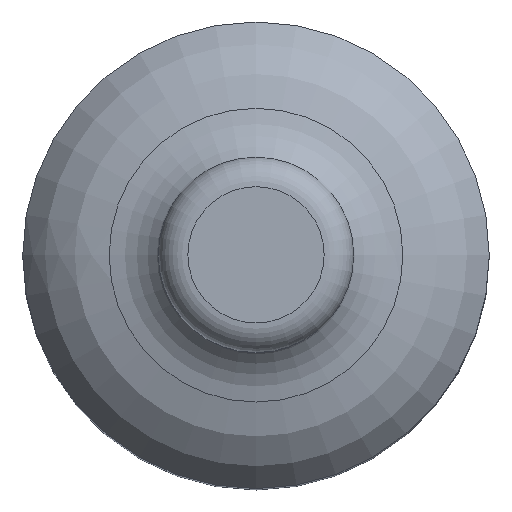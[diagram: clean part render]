
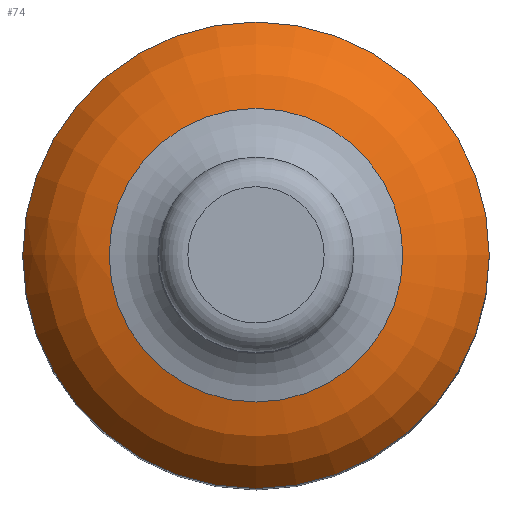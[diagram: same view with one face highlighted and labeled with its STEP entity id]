
A CAD part, top view. The second image highlights one B-rep face of the part: STEP entity #74.
In plain terms, the highlighted toroidal (fillet/blend) face has major radius 5.615 mm and minor radius 5.08 mm.
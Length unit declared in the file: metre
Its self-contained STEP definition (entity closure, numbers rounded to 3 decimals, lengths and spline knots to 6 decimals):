
#74 = ADVANCED_FACE( '', ( #147, #148 ), #149, .T. );
#147 = FACE_OUTER_BOUND( '', #214, .T. );
#148 = FACE_OUTER_BOUND( '', #215, .T. );
#149 = TOROIDAL_SURFACE( '', #216, 0.005615, 0.00508 );
#214 = EDGE_LOOP( '', ( #291 ) );
#215 = EDGE_LOOP( '', ( #292 ) );
#216 = AXIS2_PLACEMENT_3D( '', #293, #294, #295 );
#291 = ORIENTED_EDGE( '', *, *, #302, .T. );
#292 = ORIENTED_EDGE( '', *, *, #319, .T. );
#293 = CARTESIAN_POINT( '', ( 0., 0., 0.03302 ) );
#294 = DIRECTION( '', ( 0., 0., -1. ) );
#295 = DIRECTION( '', ( -1., 0., 0. ) );
#302 = EDGE_CURVE( '', #330, #330, #331, .T. );
#319 = EDGE_CURVE( '', #354, #354, #355, .T. );
#330 = VERTEX_POINT( '', #366 );
#331 = CIRCLE( '', #367, 0.006304 );
#354 = VERTEX_POINT( '', #390 );
#355 = CIRCLE( '', #391, 0.010015 );
#366 = CARTESIAN_POINT( '', ( -0.006304, 0., 0.038053 ) );
#367 = AXIS2_PLACEMENT_3D( '', #402, #403, #404 );
#390 = CARTESIAN_POINT( '', ( 0.010015, 0., 0.03556 ) );
#391 = AXIS2_PLACEMENT_3D( '', #423, #424, #425 );
#402 = CARTESIAN_POINT( '', ( 0., 0., 0.038053 ) );
#403 = DIRECTION( '', ( 0., 0., -1. ) );
#404 = DIRECTION( '', ( -1., 0., 0. ) );
#423 = CARTESIAN_POINT( '', ( 0., 0., 0.03556 ) );
#424 = DIRECTION( '', ( 0., 0., 1. ) );
#425 = DIRECTION( '', ( 1., 0., 0. ) );
